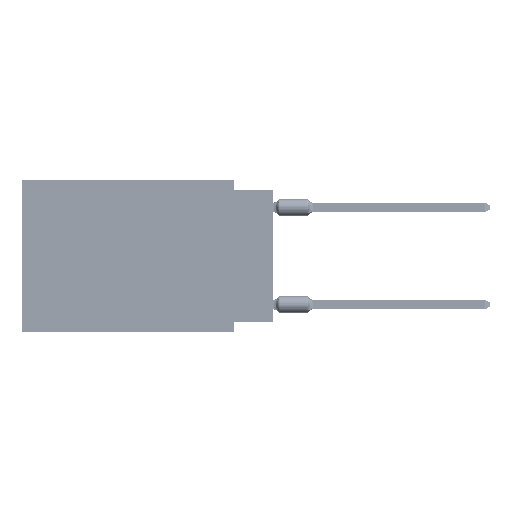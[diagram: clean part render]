
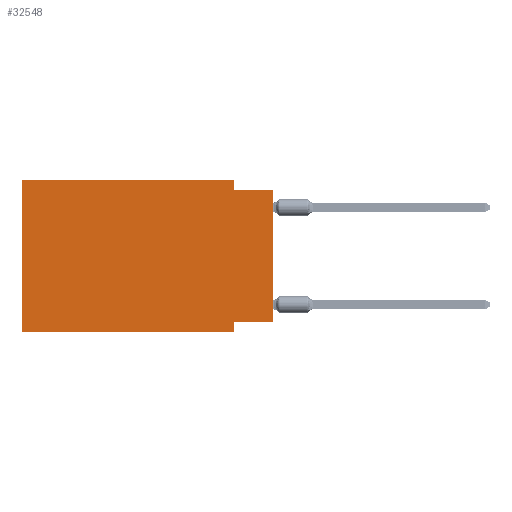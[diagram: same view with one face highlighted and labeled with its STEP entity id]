
A CAD part, left-side view. The second image highlights one B-rep face of the part: STEP entity #32548.
In plain terms, the highlighted planar face has unit normal (-1, 0, 0).
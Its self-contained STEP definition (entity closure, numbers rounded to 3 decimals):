
#681 = LINE ( 'NONE', #68786, #52071 ) ;
#1360 = DIRECTION ( 'NONE',  ( 0., 1., 0. ) ) ;
#1461 = DIRECTION ( 'NONE',  ( 1., 0., 0. ) ) ;
#2175 = ORIENTED_EDGE ( 'NONE', *, *, #28360, .F. ) ;
#2222 = ORIENTED_EDGE ( 'NONE', *, *, #24549, .F. ) ;
#2992 = CARTESIAN_POINT ( 'NONE',  ( 0., 2.54, 0. ) ) ;
#4871 = VECTOR ( 'NONE', #7962, 1000. ) ;
#5735 = DIRECTION ( 'NONE',  ( 0., 0., -1. ) ) ;
#6267 = DIRECTION ( 'NONE',  ( 0., 0., -1. ) ) ;
#7885 = VERTEX_POINT ( 'NONE', #61292 ) ;
#7962 = DIRECTION ( 'NONE',  ( 0., -1., 0. ) ) ;
#14049 = VECTOR ( 'NONE', #20899, 1000. ) ;
#14700 = VECTOR ( 'NONE', #56798, 1000. ) ;
#15469 = CARTESIAN_POINT ( 'NONE',  ( 0., 0., 0. ) ) ;
#20497 = VERTEX_POINT ( 'NONE', #57093 ) ;
#20772 = CARTESIAN_POINT ( 'NONE',  ( 0., 2.54, 0. ) ) ;
#20899 = DIRECTION ( 'NONE',  ( 0., -1., 0. ) ) ;
#22692 = CARTESIAN_POINT ( 'NONE',  ( 0., 0., -0.635 ) ) ;
#23431 = DIRECTION ( 'NONE',  ( 0., 0., -1. ) ) ;
#24194 = AXIS2_PLACEMENT_3D ( 'NONE', #49634, #1461, #23431 ) ;
#24216 = LINE ( 'NONE', #34686, #65499 ) ;
#24549 = EDGE_CURVE ( 'NONE', #52866, #53806, #681, .T. ) ;
#27214 = LINE ( 'NONE', #49186, #46831 ) ;
#27326 = LINE ( 'NONE', #15469, #27834 ) ;
#27834 = VECTOR ( 'NONE', #58061, 1000. ) ;
#28157 = EDGE_CURVE ( 'NONE', #46081, #52866, #27214, .T. ) ;
#28360 = EDGE_CURVE ( 'NONE', #20497, #28983, #34165, .T. ) ;
#28983 = VERTEX_POINT ( 'NONE', #2992 ) ;
#29204 = CARTESIAN_POINT ( 'NONE',  ( 0., 2.54, -0.635 ) ) ;
#30593 = LINE ( 'NONE', #62385, #14700 ) ;
#32548 = ADVANCED_FACE ( 'NONE', ( #44055 ), #60450, .F. ) ;
#34165 = LINE ( 'NONE', #66630, #4871 ) ;
#34686 = CARTESIAN_POINT ( 'NONE',  ( 0., 0., -0.635 ) ) ;
#37054 = ORIENTED_EDGE ( 'NONE', *, *, #65090, .T. ) ;
#37722 = ORIENTED_EDGE ( 'NONE', *, *, #28157, .F. ) ;
#42877 = CARTESIAN_POINT ( 'NONE',  ( 0., 0., -9.271 ) ) ;
#43533 = EDGE_LOOP ( 'NONE', ( #67176, #68944, #50276, #2175, #51820, #37054, #2222, #37722 ) ) ;
#43708 = CARTESIAN_POINT ( 'NONE',  ( 0., 2.54, -9.906 ) ) ;
#44055 = FACE_OUTER_BOUND ( 'NONE', #43533, .T. ) ;
#46081 = VERTEX_POINT ( 'NONE', #42877 ) ;
#46358 = VERTEX_POINT ( 'NONE', #29204 ) ;
#46831 = VECTOR ( 'NONE', #1360, 1000. ) ;
#48465 = CARTESIAN_POINT ( 'NONE',  ( 0., 16.383, -9.906 ) ) ;
#48689 = LINE ( 'NONE', #20772, #65631 ) ;
#49186 = CARTESIAN_POINT ( 'NONE',  ( 0., 0., -9.271 ) ) ;
#49634 = CARTESIAN_POINT ( 'NONE',  ( 0., 16.383, 0. ) ) ;
#50276 = ORIENTED_EDGE ( 'NONE', *, *, #53256, .F. ) ;
#51820 = ORIENTED_EDGE ( 'NONE', *, *, #58493, .F. ) ;
#52071 = VECTOR ( 'NONE', #6267, 1000. ) ;
#52866 = VERTEX_POINT ( 'NONE', #60988 ) ;
#53256 = EDGE_CURVE ( 'NONE', #28983, #46358, #48689, .T. ) ;
#53806 = VERTEX_POINT ( 'NONE', #43708 ) ;
#54910 = EDGE_CURVE ( 'NONE', #46081, #68873, #27326, .T. ) ;
#56686 = DIRECTION ( 'NONE',  ( 0., -1., 0. ) ) ;
#56798 = DIRECTION ( 'NONE',  ( 0., 0., 1. ) ) ;
#57093 = CARTESIAN_POINT ( 'NONE',  ( 0., 16.383, 0. ) ) ;
#58061 = DIRECTION ( 'NONE',  ( 0., 0., 1. ) ) ;
#58493 = EDGE_CURVE ( 'NONE', #7885, #20497, #30593, .T. ) ;
#58603 = LINE ( 'NONE', #48465, #14049 ) ;
#60450 = PLANE ( 'NONE',  #24194 ) ;
#60988 = CARTESIAN_POINT ( 'NONE',  ( 0., 2.54, -9.271 ) ) ;
#61292 = CARTESIAN_POINT ( 'NONE',  ( 0., 16.383, -9.906 ) ) ;
#62385 = CARTESIAN_POINT ( 'NONE',  ( 0., 16.383, 0. ) ) ;
#65090 = EDGE_CURVE ( 'NONE', #7885, #53806, #58603, .T. ) ;
#65499 = VECTOR ( 'NONE', #56686, 1000. ) ;
#65631 = VECTOR ( 'NONE', #5735, 1000. ) ;
#66630 = CARTESIAN_POINT ( 'NONE',  ( 0., 16.383, 0. ) ) ;
#66975 = EDGE_CURVE ( 'NONE', #46358, #68873, #24216, .T. ) ;
#67176 = ORIENTED_EDGE ( 'NONE', *, *, #54910, .T. ) ;
#68786 = CARTESIAN_POINT ( 'NONE',  ( 0., 2.54, -9.906 ) ) ;
#68873 = VERTEX_POINT ( 'NONE', #22692 ) ;
#68944 = ORIENTED_EDGE ( 'NONE', *, *, #66975, .F. ) ;
